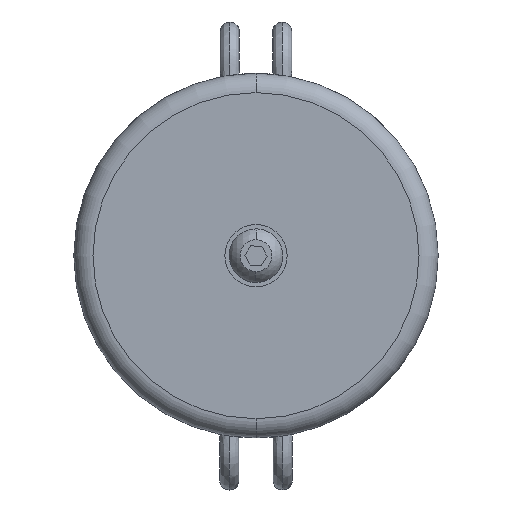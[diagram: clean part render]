
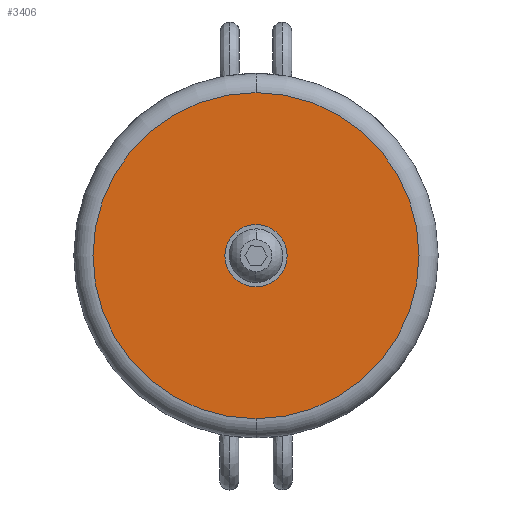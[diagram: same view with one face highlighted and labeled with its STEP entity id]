
A CAD part, front view. The second image highlights one B-rep face of the part: STEP entity #3406.
In plain terms, the highlighted planar face has unit normal (0, -1, 0).
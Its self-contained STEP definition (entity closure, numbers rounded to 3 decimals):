
#829 = CIRCLE ( 'NONE', #2079, 3.25 ) ;
#919 = CARTESIAN_POINT ( 'NONE',  ( 0., 0., 0. ) ) ;
#963 = CARTESIAN_POINT ( 'NONE',  ( 0., 0., 17. ) ) ;
#1018 = ORIENTED_EDGE ( 'NONE', *, *, #12037, .F. ) ;
#1161 = EDGE_CURVE ( 'NONE', #10344, #1954, #7205, .T. ) ;
#1954 = VERTEX_POINT ( 'NONE', #3961 ) ;
#2079 = AXIS2_PLACEMENT_3D ( 'NONE', #919, #7011, #6945 ) ;
#2131 = ORIENTED_EDGE ( 'NONE', *, *, #9711, .F. ) ;
#2180 = DIRECTION ( 'NONE',  ( 0., 0., 1. ) ) ;
#2220 = AXIS2_PLACEMENT_3D ( 'NONE', #4594, #8720, #10802 ) ;
#2723 = DIRECTION ( 'NONE',  ( 0., 0., 1. ) ) ;
#3097 = CIRCLE ( 'NONE', #6644, 17. ) ;
#3175 = CARTESIAN_POINT ( 'NONE',  ( 0., 0., 0. ) ) ;
#3406 = ADVANCED_FACE ( 'NONE', ( #5992, #8681 ), #4821, .F. ) ;
#3961 = CARTESIAN_POINT ( 'NONE',  ( 0., 0., -17. ) ) ;
#4594 = CARTESIAN_POINT ( 'NONE',  ( 0., 0., 0. ) ) ;
#4821 = PLANE ( 'NONE',  #12517 ) ;
#4975 = CARTESIAN_POINT ( 'NONE',  ( 0., 0., 0. ) ) ;
#5508 = EDGE_LOOP ( 'NONE', ( #12092, #10561 ) ) ;
#5992 = FACE_BOUND ( 'NONE', #8000, .T. ) ;
#6081 = DIRECTION ( 'NONE',  ( 0., 0., 1. ) ) ;
#6116 = CARTESIAN_POINT ( 'NONE',  ( 0., 0., -3.25 ) ) ;
#6447 = EDGE_CURVE ( 'NONE', #1954, #10344, #3097, .T. ) ;
#6644 = AXIS2_PLACEMENT_3D ( 'NONE', #3175, #11153, #2180 ) ;
#6757 = VERTEX_POINT ( 'NONE', #8126 ) ;
#6945 = DIRECTION ( 'NONE',  ( 0., 0., -1. ) ) ;
#6970 = CARTESIAN_POINT ( 'NONE',  ( 0., 0., 0. ) ) ;
#7011 = DIRECTION ( 'NONE',  ( 0., -1., 0. ) ) ;
#7205 = CIRCLE ( 'NONE', #12217, 17. ) ;
#8000 = EDGE_LOOP ( 'NONE', ( #1018, #2131 ) ) ;
#8126 = CARTESIAN_POINT ( 'NONE',  ( 0., 0., 3.25 ) ) ;
#8681 = FACE_OUTER_BOUND ( 'NONE', #5508, .T. ) ;
#8720 = DIRECTION ( 'NONE',  ( 0., -1., 0. ) ) ;
#8817 = DIRECTION ( 'NONE',  ( 0., 1., 0. ) ) ;
#9095 = DIRECTION ( 'NONE',  ( 0., -1., 0. ) ) ;
#9711 = EDGE_CURVE ( 'NONE', #6757, #12525, #829, .T. ) ;
#10344 = VERTEX_POINT ( 'NONE', #963 ) ;
#10561 = ORIENTED_EDGE ( 'NONE', *, *, #6447, .T. ) ;
#10802 = DIRECTION ( 'NONE',  ( 0., 0., -1. ) ) ;
#10962 = CIRCLE ( 'NONE', #2220, 3.25 ) ;
#11153 = DIRECTION ( 'NONE',  ( 0., -1., 0. ) ) ;
#12037 = EDGE_CURVE ( 'NONE', #12525, #6757, #10962, .T. ) ;
#12092 = ORIENTED_EDGE ( 'NONE', *, *, #1161, .T. ) ;
#12217 = AXIS2_PLACEMENT_3D ( 'NONE', #4975, #9095, #6081 ) ;
#12517 = AXIS2_PLACEMENT_3D ( 'NONE', #6970, #8817, #2723 ) ;
#12525 = VERTEX_POINT ( 'NONE', #6116 ) ;
